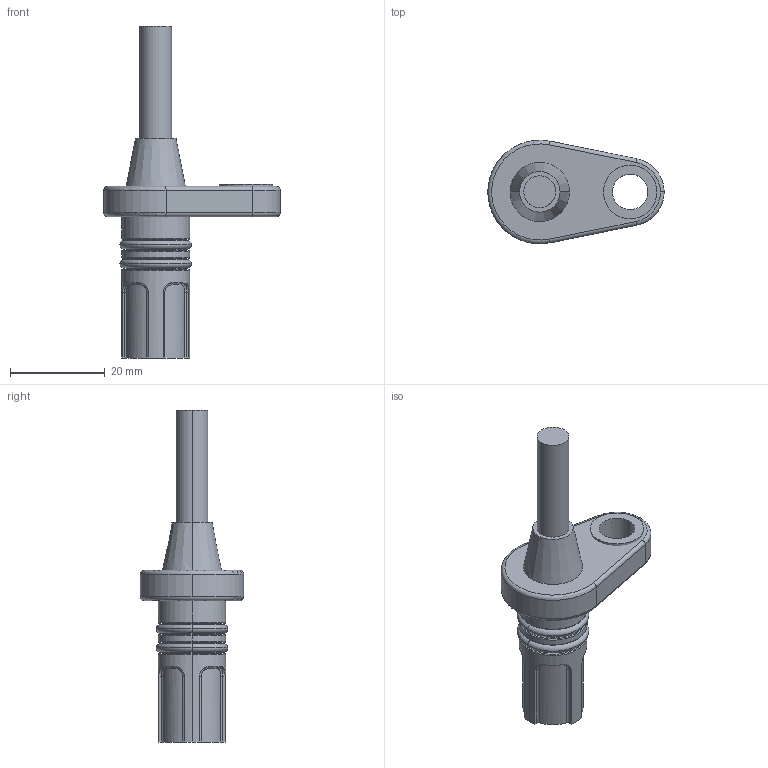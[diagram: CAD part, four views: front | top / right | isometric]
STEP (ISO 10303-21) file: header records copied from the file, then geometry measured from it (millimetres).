
FILE_DESCRIPTION (( 'STEP AP214' ), '1' );
FILE_NAME ('NZMS_Custom_Debris_Example_001.STEP', '2025-08-23T18:05:05', ( '' ), ( '' ), 'SwSTEP 2.0', 'SolidWorks 2025', '' );
FILE_SCHEMA (( 'AUTOMOTIVE_DESIGN' ));
Length unit declared in the file: inch
Products named in the file (1): NZMS_Custom_Debris_Example_001
Bounding box: 37.12 x 21.83 x 69.92 mm (x, y, z)
Volume: 9794.3 mm3; surface area: 4895.4 mm2
Topology: 2 solids, 2 shells, 124 faces, 281 edges, 170 vertices
Faces by surface type: cylinder 53, torus 34, plane 27, bspline 8, cone 2
Entity records: 4103 total; most frequent: CARTESIAN_POINT 1216, DIRECTION 659, ORIENTED_EDGE 562, AXIS2_PLACEMENT_3D 285, EDGE_CURVE 281, VERTEX_POINT 170, CIRCLE 168, EDGE_LOOP 137
